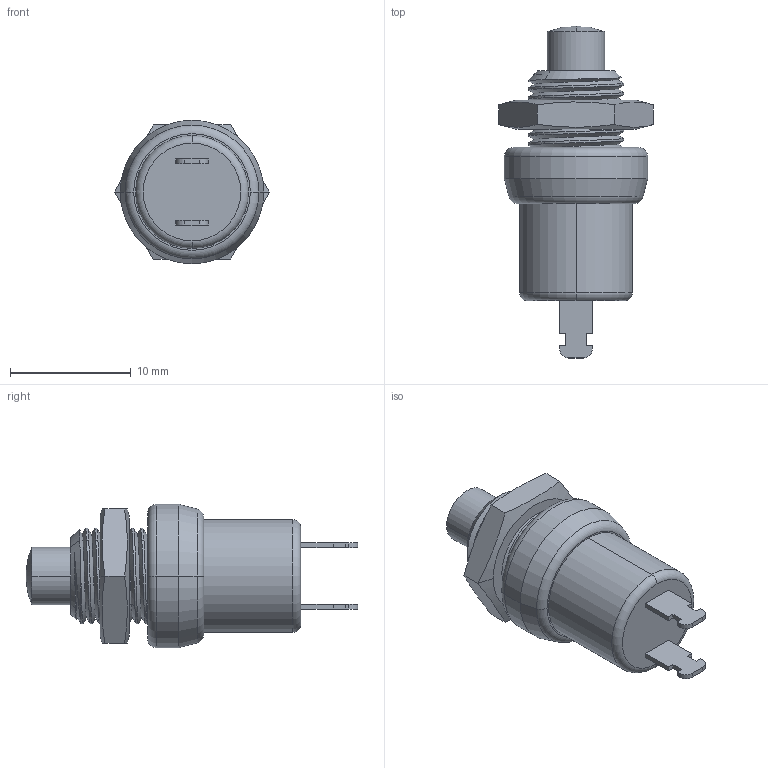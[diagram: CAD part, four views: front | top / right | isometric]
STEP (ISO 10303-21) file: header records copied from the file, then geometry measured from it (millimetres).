
FILE_DESCRIPTION((''),'2;1');
FILE_NAME('23-2','2015-01-13T',('amercuri'),(''),'PRO/ENGINEER BY PARAMETRIC TECHNOLOGY CORPORATION, 2011490','PRO/ENGINEER BY PARAMETRIC TECHNOLOGY CORPORATION, 2011490','');
FILE_SCHEMA(('CONFIG_CONTROL_DESIGN'));
Length unit declared in the file: inch
Products named in the file (1): 23-2
Bounding box: 12.82 x 27.48 x 11.89 mm (x, y, z)
Volume: 1510.3 mm3; surface area: 1241.3 mm2
Topology: 1 solids, 1 shells, 83 faces, 210 edges, 132 vertices
Faces by surface type: plane 39, cylinder 19, bspline 9, cone 8, torus 6, sphere 2
Entity records: 5816 total; most frequent: CARTESIAN_POINT 3867, ORIENTED_EDGE 416, DIRECTION 357, EDGE_CURVE 208, VERTEX_POINT 132, AXIS2_PLACEMENT_3D 123, VECTOR 111, LINE 111
